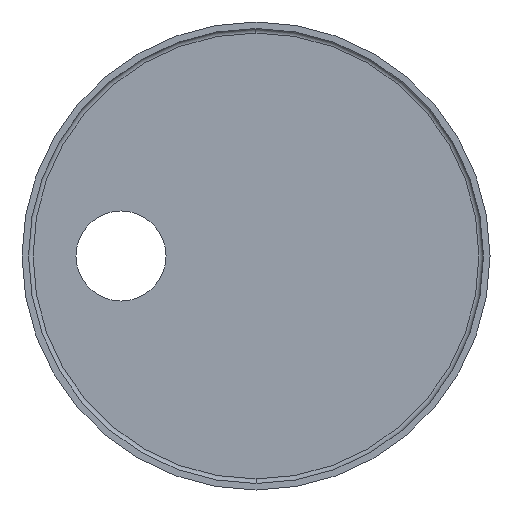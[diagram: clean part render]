
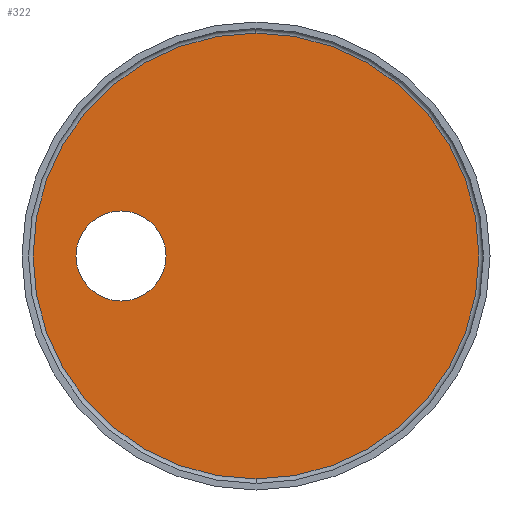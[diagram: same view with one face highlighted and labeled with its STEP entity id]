
A CAD part, left-side view. The second image highlights one B-rep face of the part: STEP entity #322.
In plain terms, the highlighted planar face has unit normal (-1, 0, 0).
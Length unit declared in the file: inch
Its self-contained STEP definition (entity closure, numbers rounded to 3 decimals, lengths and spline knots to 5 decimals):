
#10 = ORIENTED_EDGE ( 'NONE', *, *, #279, .T. ) ;
#23 = ORIENTED_EDGE ( 'NONE', *, *, #300, .T. ) ;
#36 = ORIENTED_EDGE ( 'NONE', *, *, #246, .T. ) ;
#65 = EDGE_LOOP ( 'NONE', ( #23, #10 ) ) ;
#72 = CIRCLE ( 'NONE', #291, 0.03937 ) ;
#96 = ORIENTED_EDGE ( 'NONE', *, *, #247, .T. ) ;
#99 = EDGE_LOOP ( 'NONE', ( #96, #36 ) ) ;
#121 = FACE_OUTER_BOUND ( 'NONE', #65, .T. ) ;
#154 = CIRCLE ( 'NONE', #295, 0.03937 ) ;
#162 = CIRCLE ( 'NONE', #285, 0.19506 ) ;
#182 = CIRCLE ( 'NONE', #317, 0.19506 ) ;
#183 = FACE_BOUND ( 'NONE', #99, .T. ) ;
#246 = EDGE_CURVE ( 'NONE', #350, #347, #72, .T. ) ;
#247 = EDGE_CURVE ( 'NONE', #347, #350, #154, .T. ) ;
#255 = AXIS2_PLACEMENT_3D ( 'NONE', #464, #465, #466 ) ;
#279 = EDGE_CURVE ( 'NONE', #349, #344, #182, .T. ) ;
#285 = AXIS2_PLACEMENT_3D ( 'NONE', #438, #439, #440 ) ;
#291 = AXIS2_PLACEMENT_3D ( 'NONE', #384, #385, #386 ) ;
#295 = AXIS2_PLACEMENT_3D ( 'NONE', #387, #388, #389 ) ;
#300 = EDGE_CURVE ( 'NONE', #344, #349, #162, .T. ) ;
#317 = AXIS2_PLACEMENT_3D ( 'NONE', #421, #422, #423 ) ;
#322 = ADVANCED_FACE ( 'NONE', ( #121, #183 ), #463, .F. ) ;
#344 = VERTEX_POINT ( 'NONE', #524 ) ;
#347 = VERTEX_POINT ( 'NONE', #527 ) ;
#349 = VERTEX_POINT ( 'NONE', #529 ) ;
#350 = VERTEX_POINT ( 'NONE', #530 ) ;
#384 = CARTESIAN_POINT ( 'NONE',  ( 0.07874, 0.11811, 0. ) ) ;
#385 = DIRECTION ( 'NONE',  ( 1., 0., 0. ) ) ;
#386 = DIRECTION ( 'NONE',  ( 0., 0., -1. ) ) ;
#387 = CARTESIAN_POINT ( 'NONE',  ( 0.07874, 0.11811, 0. ) ) ;
#388 = DIRECTION ( 'NONE',  ( 1., 0., 0. ) ) ;
#389 = DIRECTION ( 'NONE',  ( 0., 0., -1. ) ) ;
#421 = CARTESIAN_POINT ( 'NONE',  ( 0.07874, 0., 0. ) ) ;
#422 = DIRECTION ( 'NONE',  ( -1., 0., 0. ) ) ;
#423 = DIRECTION ( 'NONE',  ( 0., 0., -1. ) ) ;
#438 = CARTESIAN_POINT ( 'NONE',  ( 0.07874, 0., 0. ) ) ;
#439 = DIRECTION ( 'NONE',  ( -1., 0., 0. ) ) ;
#440 = DIRECTION ( 'NONE',  ( 0., 0., -1. ) ) ;
#463 = PLANE ( 'NONE',  #255 ) ;
#464 = CARTESIAN_POINT ( 'NONE',  ( 0.07874, 0., 0. ) ) ;
#465 = DIRECTION ( 'NONE',  ( 1., 0., 0. ) ) ;
#466 = DIRECTION ( 'NONE',  ( 0., 0., -1. ) ) ;
#524 = CARTESIAN_POINT ( 'NONE',  ( 0.07874, 0., -0.19506 ) ) ;
#527 = CARTESIAN_POINT ( 'NONE',  ( 0.07874, 0.11811, -0.03937 ) ) ;
#529 = CARTESIAN_POINT ( 'NONE',  ( 0.07874, 0., 0.19506 ) ) ;
#530 = CARTESIAN_POINT ( 'NONE',  ( 0.07874, 0.11811, 0.03937 ) ) ;
